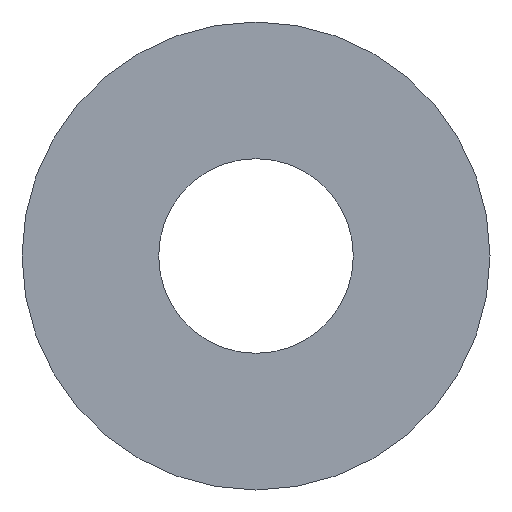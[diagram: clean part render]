
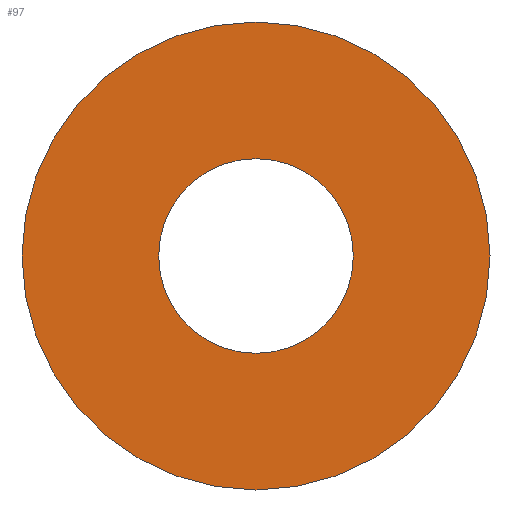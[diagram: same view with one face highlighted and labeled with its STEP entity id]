
A CAD part, left-side view. The second image highlights one B-rep face of the part: STEP entity #97.
In plain terms, the highlighted planar face has unit normal (-1, 0, 0).
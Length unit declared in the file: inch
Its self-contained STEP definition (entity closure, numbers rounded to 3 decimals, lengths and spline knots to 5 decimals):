
#7 = EDGE_LOOP ( 'NONE', ( #9, #188 ) ) ;
#9 = ORIENTED_EDGE ( 'NONE', *, *, #234, .F. ) ;
#12 = CARTESIAN_POINT ( 'NONE',  ( 0., 0., 0.375 ) ) ;
#13 = CARTESIAN_POINT ( 'NONE',  ( 0., 0., -0.156 ) ) ;
#15 = CARTESIAN_POINT ( 'NONE',  ( 0., 0., 0.156 ) ) ;
#16 = VERTEX_POINT ( 'NONE', #26 ) ;
#17 = VERTEX_POINT ( 'NONE', #15 ) ;
#21 = VERTEX_POINT ( 'NONE', #13 ) ;
#22 = VERTEX_POINT ( 'NONE', #12 ) ;
#24 = PLANE ( 'NONE',  #226 ) ;
#26 = CARTESIAN_POINT ( 'NONE',  ( 0., 0., -0.375 ) ) ;
#48 = EDGE_CURVE ( 'NONE', #21, #17, #165, .T. ) ;
#60 = AXIS2_PLACEMENT_3D ( 'NONE', #132, #204, #205 ) ;
#61 = DIRECTION ( 'NONE',  ( 1., 0., 0. ) ) ;
#63 = DIRECTION ( 'NONE',  ( 0., 0., -1. ) ) ;
#97 = ADVANCED_FACE ( 'NONE', ( #162, #163 ), #24, .F. ) ;
#114 = DIRECTION ( 'NONE',  ( 0., 0., -1. ) ) ;
#115 = DIRECTION ( 'NONE',  ( 1., 0., 0. ) ) ;
#116 = CARTESIAN_POINT ( 'NONE',  ( 0., 0., 0. ) ) ;
#118 = DIRECTION ( 'NONE',  ( 1., 0., 0. ) ) ;
#120 = DIRECTION ( 'NONE',  ( 1., 0., 0. ) ) ;
#121 = DIRECTION ( 'NONE',  ( 0., 0., -1. ) ) ;
#122 = CARTESIAN_POINT ( 'NONE',  ( 0., 0., 0. ) ) ;
#132 = CARTESIAN_POINT ( 'NONE',  ( 0., 0., 0. ) ) ;
#137 = CARTESIAN_POINT ( 'NONE',  ( 0., 0., 0. ) ) ;
#143 = DIRECTION ( 'NONE',  ( 0., 0., -1. ) ) ;
#154 = CIRCLE ( 'NONE', #217, 0.375 ) ;
#159 = ORIENTED_EDGE ( 'NONE', *, *, #48, .T. ) ;
#160 = ORIENTED_EDGE ( 'NONE', *, *, #213, .T. ) ;
#162 = FACE_OUTER_BOUND ( 'NONE', #7, .T. ) ;
#163 = FACE_BOUND ( 'NONE', #168, .T. ) ;
#165 = CIRCLE ( 'NONE', #224, 0.156 ) ;
#168 = EDGE_LOOP ( 'NONE', ( #160, #159 ) ) ;
#188 = ORIENTED_EDGE ( 'NONE', *, *, #216, .F. ) ;
#203 = CARTESIAN_POINT ( 'NONE',  ( 0., 0., 0. ) ) ;
#204 = DIRECTION ( 'NONE',  ( 1., 0., 0. ) ) ;
#205 = DIRECTION ( 'NONE',  ( 0., 0., -1. ) ) ;
#213 = EDGE_CURVE ( 'NONE', #17, #21, #241, .T. ) ;
#216 = EDGE_CURVE ( 'NONE', #16, #22, #244, .T. ) ;
#217 = AXIS2_PLACEMENT_3D ( 'NONE', #203, #61, #63 ) ;
#224 = AXIS2_PLACEMENT_3D ( 'NONE', #116, #115, #114 ) ;
#226 = AXIS2_PLACEMENT_3D ( 'NONE', #137, #120, #121 ) ;
#227 = AXIS2_PLACEMENT_3D ( 'NONE', #122, #118, #143 ) ;
#234 = EDGE_CURVE ( 'NONE', #22, #16, #154, .T. ) ;
#241 = CIRCLE ( 'NONE', #227, 0.156 ) ;
#244 = CIRCLE ( 'NONE', #60, 0.375 ) ;
